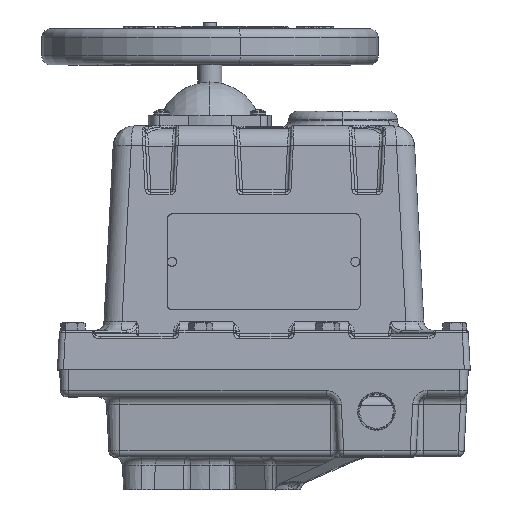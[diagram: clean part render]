
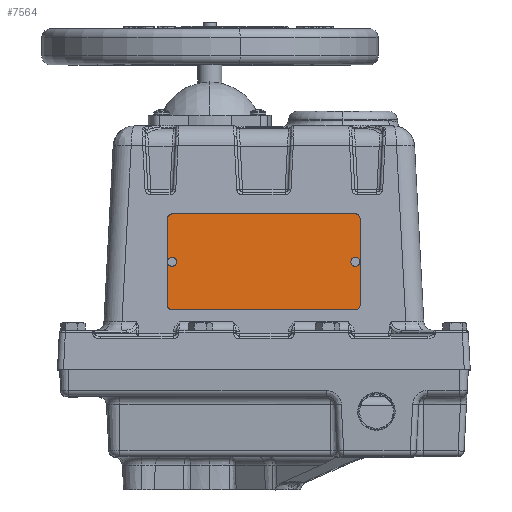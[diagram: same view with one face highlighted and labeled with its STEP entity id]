
A CAD part, top view. The second image highlights one B-rep face of the part: STEP entity #7564.
In plain terms, the highlighted planar face has unit normal (0, 0.052, 0.999).
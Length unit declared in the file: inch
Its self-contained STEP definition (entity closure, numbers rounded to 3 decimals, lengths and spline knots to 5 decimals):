
#4015 = CIRCLE ( 'NONE', #45442, 0.031 ) ;
#4640 = ORIENTED_EDGE ( 'NONE', *, *, #97430, .F. ) ;
#6494 = DIRECTION ( 'NONE',  ( -1., 0., 0. ) ) ;
#6932 = CIRCLE ( 'NONE', #8869, 0.093 ) ;
#7462 = DIRECTION ( 'NONE',  ( 1., 0., 0. ) ) ;
#7564 = ADVANCED_FACE ( 'NONE', ( #10209, #112775, #103517 ), #85658, .T. ) ;
#8104 = CARTESIAN_POINT ( 'NONE',  ( 6.37043, 9.14208, 10.04997 ) ) ;
#8869 = AXIS2_PLACEMENT_3D ( 'NONE', #65899, #56603, #86263 ) ;
#9427 = EDGE_CURVE ( 'NONE', #32519, #39704, #122304, .T. ) ;
#9481 = CARTESIAN_POINT ( 'NONE',  ( 2.55643, 7.14483, 10.15464 ) ) ;
#9898 = ORIENTED_EDGE ( 'NONE', *, *, #81789, .T. ) ;
#10209 = FACE_BOUND ( 'NONE', #58513, .T. ) ;
#10579 = DIRECTION ( 'NONE',  ( 0., 0.052, 0.999 ) ) ;
#12641 = CARTESIAN_POINT ( 'NONE',  ( 6.37043, 7.2377, 10.14978 ) ) ;
#15672 = CARTESIAN_POINT ( 'NONE',  ( 2.55643, 7.2377, 10.14978 ) ) ;
#17538 = DIRECTION ( 'NONE',  ( 0., 0.052, 0.999 ) ) ;
#18158 = CARTESIAN_POINT ( 'NONE',  ( 6.36743, 8.14345, 10.10231 ) ) ;
#18815 = EDGE_LOOP ( 'NONE', ( #4640, #66945 ) ) ;
#19284 = DIRECTION ( 'NONE',  ( 1., 0., 0. ) ) ;
#20697 = CARTESIAN_POINT ( 'NONE',  ( 2.58543, 8.14345, 10.10231 ) ) ;
#20788 = VECTOR ( 'NONE', #6494, 39.37008 ) ;
#22677 = VERTEX_POINT ( 'NONE', #25721 ) ;
#23225 = DIRECTION ( 'NONE',  ( 1., 0., 0. ) ) ;
#23672 = CIRCLE ( 'NONE', #108449, 0.031 ) ;
#23908 = AXIS2_PLACEMENT_3D ( 'NONE', #91505, #111843, #7462 ) ;
#24619 = ORIENTED_EDGE ( 'NONE', *, *, #24827, .T. ) ;
#24827 = EDGE_CURVE ( 'NONE', #42284, #95258, #66591, .T. ) ;
#25443 = VERTEX_POINT ( 'NONE', #8104 ) ;
#25721 = CARTESIAN_POINT ( 'NONE',  ( 6.39843, 8.14345, 10.10231 ) ) ;
#26609 = VERTEX_POINT ( 'NONE', #67959 ) ;
#27377 = CARTESIAN_POINT ( 'NONE',  ( 6.36743, 8.14345, 10.10231 ) ) ;
#30702 = DIRECTION ( 'NONE',  ( 0., 0.999, -0.052 ) ) ;
#31477 = DIRECTION ( 'NONE',  ( 1., 0., 0. ) ) ;
#32519 = VERTEX_POINT ( 'NONE', #121831 ) ;
#33446 = CARTESIAN_POINT ( 'NONE',  ( 6.46343, 7.2377, 10.14978 ) ) ;
#35542 = ORIENTED_EDGE ( 'NONE', *, *, #9427, .T. ) ;
#35585 = CARTESIAN_POINT ( 'NONE',  ( 2.55643, 9.14208, 10.04997 ) ) ;
#35724 = CARTESIAN_POINT ( 'NONE',  ( 2.55643, 7.14483, 10.15464 ) ) ;
#37257 = EDGE_CURVE ( 'NONE', #26609, #42284, #6932, .T. ) ;
#38051 = VERTEX_POINT ( 'NONE', #108370 ) ;
#38459 = ORIENTED_EDGE ( 'NONE', *, *, #69392, .T. ) ;
#39621 = EDGE_CURVE ( 'NONE', #55056, #94287, #98814, .T. ) ;
#39626 = AXIS2_PLACEMENT_3D ( 'NONE', #15672, #107776, #71358 ) ;
#39704 = VERTEX_POINT ( 'NONE', #105491 ) ;
#39730 = LINE ( 'NONE', #77467, #106051 ) ;
#42284 = VERTEX_POINT ( 'NONE', #33446 ) ;
#42941 = DIRECTION ( 'NONE',  ( 0., 0.052, 0.999 ) ) ;
#43433 = CIRCLE ( 'NONE', #98740, 0.093 ) ;
#45442 = AXIS2_PLACEMENT_3D ( 'NONE', #18158, #102721, #55838 ) ;
#48038 = LINE ( 'NONE', #35724, #83365 ) ;
#53202 = EDGE_CURVE ( 'NONE', #38051, #22677, #55855, .T. ) ;
#53306 = ORIENTED_EDGE ( 'NONE', *, *, #37257, .T. ) ;
#55056 = VERTEX_POINT ( 'NONE', #82645 ) ;
#55461 = DIRECTION ( 'NONE',  ( 1., 0., 0. ) ) ;
#55838 = DIRECTION ( 'NONE',  ( 1., 0., 0. ) ) ;
#55855 = CIRCLE ( 'NONE', #113046, 0.031 ) ;
#56603 = DIRECTION ( 'NONE',  ( 0., 0.052, 0.999 ) ) ;
#57457 = ORIENTED_EDGE ( 'NONE', *, *, #97278, .T. ) ;
#57947 = EDGE_CURVE ( 'NONE', #39704, #104121, #39730, .T. ) ;
#58466 = CARTESIAN_POINT ( 'NONE',  ( 2.55443, 8.14345, 10.10231 ) ) ;
#58513 = EDGE_LOOP ( 'NONE', ( #72237, #121973 ) ) ;
#60612 = ORIENTED_EDGE ( 'NONE', *, *, #57947, .T. ) ;
#61741 = EDGE_CURVE ( 'NONE', #94287, #55056, #23672, .T. ) ;
#62684 = DIRECTION ( 'NONE',  ( -1., 0., 0. ) ) ;
#64579 = VERTEX_POINT ( 'NONE', #9481 ) ;
#65899 = CARTESIAN_POINT ( 'NONE',  ( 6.37043, 7.2377, 10.14978 ) ) ;
#66591 = LINE ( 'NONE', #77103, #118774 ) ;
#66945 = ORIENTED_EDGE ( 'NONE', *, *, #53202, .F. ) ;
#67959 = CARTESIAN_POINT ( 'NONE',  ( 6.37043, 7.14483, 10.15464 ) ) ;
#68165 = CARTESIAN_POINT ( 'NONE',  ( 6.46343, 9.04921, 10.05484 ) ) ;
#68393 = DIRECTION ( 'NONE',  ( 0., 0.052, 0.999 ) ) ;
#69392 = EDGE_CURVE ( 'NONE', #104121, #64579, #92830, .T. ) ;
#71358 = DIRECTION ( 'NONE',  ( 1., 0., 0. ) ) ;
#72237 = ORIENTED_EDGE ( 'NONE', *, *, #61741, .F. ) ;
#77103 = CARTESIAN_POINT ( 'NONE',  ( 6.46343, 9.04921, 10.05484 ) ) ;
#77467 = CARTESIAN_POINT ( 'NONE',  ( 2.46343, 9.04921, 10.05484 ) ) ;
#78473 = CARTESIAN_POINT ( 'NONE',  ( 2.55643, 9.04921, 10.05484 ) ) ;
#78922 = EDGE_CURVE ( 'NONE', #64579, #26609, #48038, .T. ) ;
#81789 = EDGE_CURVE ( 'NONE', #25443, #32519, #109706, .T. ) ;
#82498 = AXIS2_PLACEMENT_3D ( 'NONE', #12641, #42941, #23225 ) ;
#82645 = CARTESIAN_POINT ( 'NONE',  ( 2.52343, 8.14345, 10.10231 ) ) ;
#83365 = VECTOR ( 'NONE', #55461, 39.37008 ) ;
#84851 = AXIS2_PLACEMENT_3D ( 'NONE', #78473, #116017, #31477 ) ;
#85658 = PLANE ( 'NONE',  #82498 ) ;
#86155 = CARTESIAN_POINT ( 'NONE',  ( 2.46343, 7.2377, 10.14978 ) ) ;
#86263 = DIRECTION ( 'NONE',  ( 1., 0., 0. ) ) ;
#90896 = EDGE_LOOP ( 'NONE', ( #53306, #24619, #57457, #9898, #35542, #60612, #38459, #93474 ) ) ;
#91505 = CARTESIAN_POINT ( 'NONE',  ( 2.55443, 8.14345, 10.10231 ) ) ;
#92830 = CIRCLE ( 'NONE', #39626, 0.093 ) ;
#93474 = ORIENTED_EDGE ( 'NONE', *, *, #78922, .T. ) ;
#94287 = VERTEX_POINT ( 'NONE', #20697 ) ;
#95258 = VERTEX_POINT ( 'NONE', #68165 ) ;
#97278 = EDGE_CURVE ( 'NONE', #95258, #25443, #43433, .T. ) ;
#97430 = EDGE_CURVE ( 'NONE', #22677, #38051, #4015, .T. ) ;
#98740 = AXIS2_PLACEMENT_3D ( 'NONE', #100294, #17538, #62684 ) ;
#98814 = CIRCLE ( 'NONE', #23908, 0.031 ) ;
#100294 = CARTESIAN_POINT ( 'NONE',  ( 6.37043, 9.04921, 10.05484 ) ) ;
#102721 = DIRECTION ( 'NONE',  ( 0., 0.052, 0.999 ) ) ;
#103517 = FACE_OUTER_BOUND ( 'NONE', #90896, .T. ) ;
#104121 = VERTEX_POINT ( 'NONE', #86155 ) ;
#105491 = CARTESIAN_POINT ( 'NONE',  ( 2.46343, 9.04921, 10.05484 ) ) ;
#105977 = DIRECTION ( 'NONE',  ( 1., 0., 0. ) ) ;
#106051 = VECTOR ( 'NONE', #115638, 39.37008 ) ;
#107776 = DIRECTION ( 'NONE',  ( 0., 0.052, 0.999 ) ) ;
#108370 = CARTESIAN_POINT ( 'NONE',  ( 6.33643, 8.14345, 10.10231 ) ) ;
#108449 = AXIS2_PLACEMENT_3D ( 'NONE', #58466, #68393, #105977 ) ;
#109706 = LINE ( 'NONE', #35585, #20788 ) ;
#111843 = DIRECTION ( 'NONE',  ( 0., 0.052, 0.999 ) ) ;
#112775 = FACE_BOUND ( 'NONE', #18815, .T. ) ;
#113046 = AXIS2_PLACEMENT_3D ( 'NONE', #27377, #10579, #19284 ) ;
#115638 = DIRECTION ( 'NONE',  ( 0., -0.999, 0.052 ) ) ;
#116017 = DIRECTION ( 'NONE',  ( 0., 0.052, 0.999 ) ) ;
#118774 = VECTOR ( 'NONE', #30702, 39.37008 ) ;
#121831 = CARTESIAN_POINT ( 'NONE',  ( 2.55643, 9.14208, 10.04997 ) ) ;
#121973 = ORIENTED_EDGE ( 'NONE', *, *, #39621, .F. ) ;
#122304 = CIRCLE ( 'NONE', #84851, 0.093 ) ;
